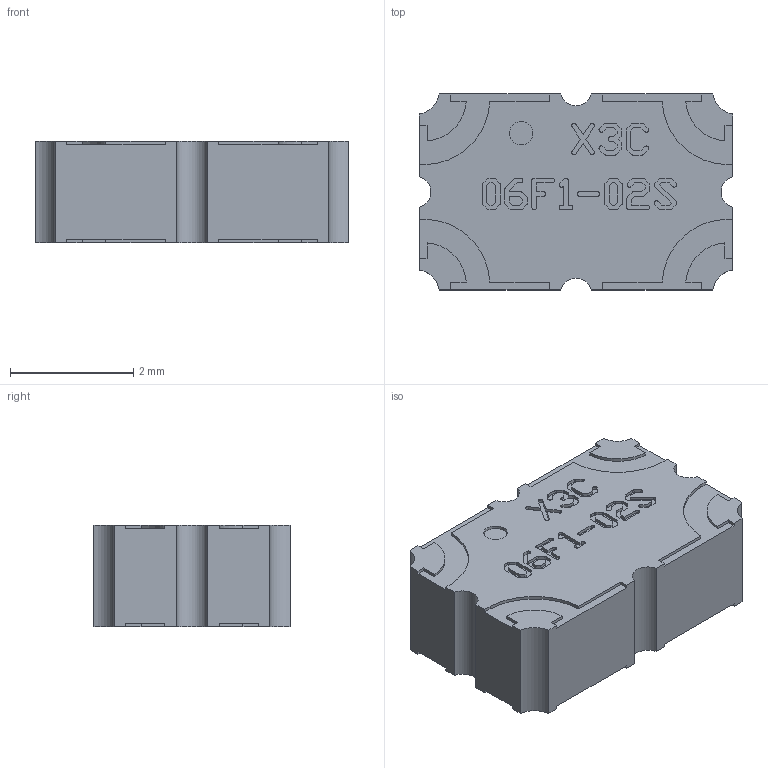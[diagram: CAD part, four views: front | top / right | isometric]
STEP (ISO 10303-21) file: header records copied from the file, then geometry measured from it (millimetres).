
FILE_DESCRIPTION (( 'STEP AP203' ), '1' );
FILE_NAME ('X3C06F1-02S.STEP', '2025-04-16T18:21:57', ( '' ), ( '' ), 'SwSTEP 2.0', 'SolidWorks 2023', '' );
FILE_SCHEMA (( 'CONFIG_CONTROL_DESIGN' ));
Length unit declared in the file: inch
Products named in the file (1): X3C06F1-02S
Bounding box: 5.08 x 3.17 x 1.65 mm (x, y, z)
Volume: 25.3 mm3; surface area: 60.9 mm2
Topology: 1 solids, 1 shells, 402 faces, 1152 edges, 768 vertices
Faces by surface type: plane 276, cylinder 126
Entity records: 13187 total; most frequent: CARTESIAN_POINT 2323, ORIENTED_EDGE 2304, DIRECTION 2210, EDGE_CURVE 1152, VECTOR 900, LINE 900, VERTEX_POINT 768, AXIS2_PLACEMENT_3D 655
